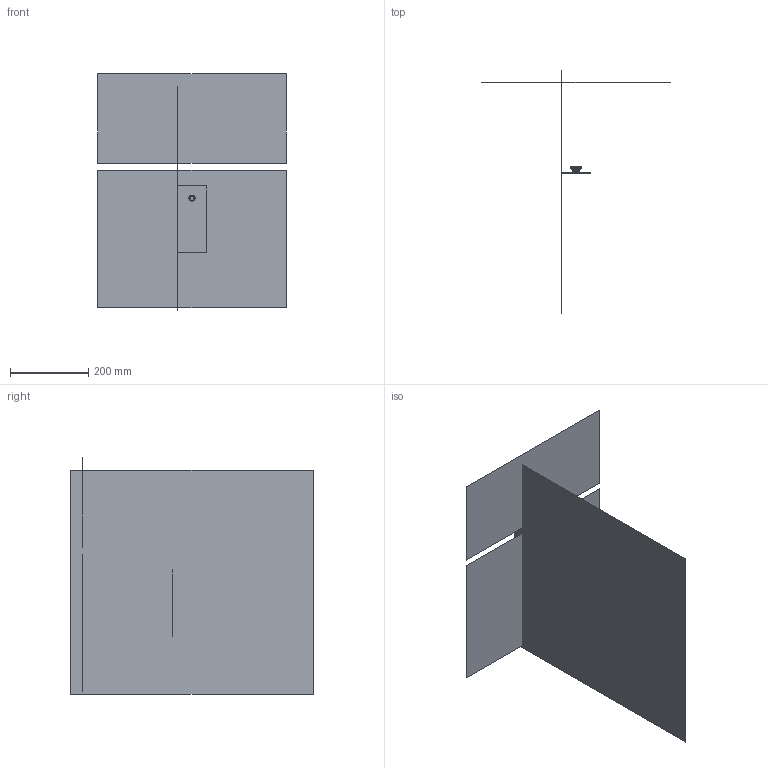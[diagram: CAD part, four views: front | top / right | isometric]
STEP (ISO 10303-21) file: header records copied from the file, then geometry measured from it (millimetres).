
FILE_DESCRIPTION(('FreeCAD Model'),'2;1');
FILE_NAME('Open CASCADE Shape Model','2025-05-04T13:54:53',('FreeCAD'),( 'FreeCAD'),'Open CASCADE STEP processor 7.6','FreeCAD','Unknown');
FILE_SCHEMA(('AUTOMOTIVE_DESIGN { 1 0 10303 214 1 1 1 1 }'));
Products named in the file (1): Open CASCADE STEP translator 7.6 1
Bounding box: 480.86 x 618.67 x 604.55 mm (x, y, z)
Surface area: 662347.3 mm2 (no closed solid volume)
Topology: 0 solids, 243 shells, 243 faces, 3878 edges, 3862 vertices
Faces by surface type: bspline 243
Entity records: 48565 total; most frequent: CARTESIAN_POINT 32040, ORIENTED_EDGE 3870, EDGE_CURVE 3870, VERTEX_POINT 3870, B_SPLINE_CURVE_WITH_KNOTS 3482, FACE_BOUND 251, EDGE_LOOP 251, SHELL_BASED_SURFACE_MODEL 243
